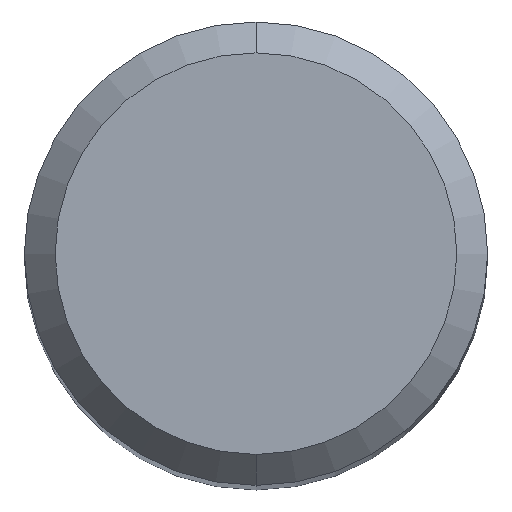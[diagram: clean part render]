
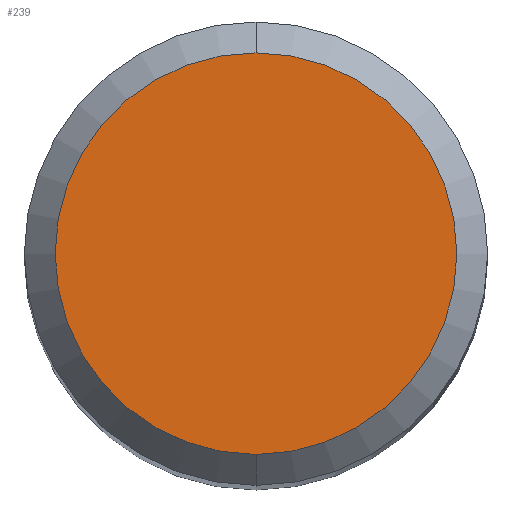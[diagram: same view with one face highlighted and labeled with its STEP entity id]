
A CAD part, top view. The second image highlights one B-rep face of the part: STEP entity #239.
In plain terms, the highlighted planar face has unit normal (0, 0, 1).
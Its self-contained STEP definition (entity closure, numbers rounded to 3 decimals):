
#169=VERTEX_POINT('',#460);
#213=EDGE_CURVE('',#383,#169,#508,.T.);
#239=ADVANCED_FACE('',(#537),#538,.T.);
#383=VERTEX_POINT('',#696);
#395=EDGE_CURVE('',#169,#383,#708,.T.);
#460=CARTESIAN_POINT('',(0.0,2.6,0.0));
#508=CIRCLE('',#849,2.6);
#537=FACE_OUTER_BOUND('',#887,.T.);
#538=PLANE('',#888);
#696=CARTESIAN_POINT('',(0.,-2.6,0.0));
#708=CIRCLE('',#1288,2.6);
#849=AXIS2_PLACEMENT_3D('',#1437,#1438,#1439);
#887=EDGE_LOOP('',(#1478,#1479));
#888=AXIS2_PLACEMENT_3D('',#1480,#1481,#1482);
#1288=AXIS2_PLACEMENT_3D('',#1649,#1650,#1651);
#1437=CARTESIAN_POINT('',(0.0,0.0,0.0));
#1438=DIRECTION('',(0.0,0.0,-1.0));
#1439=DIRECTION('',(0.0,1.0,0.0));
#1478=ORIENTED_EDGE('',*,*,#395,.F.);
#1479=ORIENTED_EDGE('',*,*,#213,.F.);
#1480=CARTESIAN_POINT('',(0.0,1.3,0.0));
#1481=DIRECTION('',(-0.0,0.0,1.0));
#1482=DIRECTION('',(0.0,-1.0,0.0));
#1649=CARTESIAN_POINT('',(0.0,0.0,0.0));
#1650=DIRECTION('',(0.0,0.0,-1.0));
#1651=DIRECTION('',(0.0,1.0,0.0));
